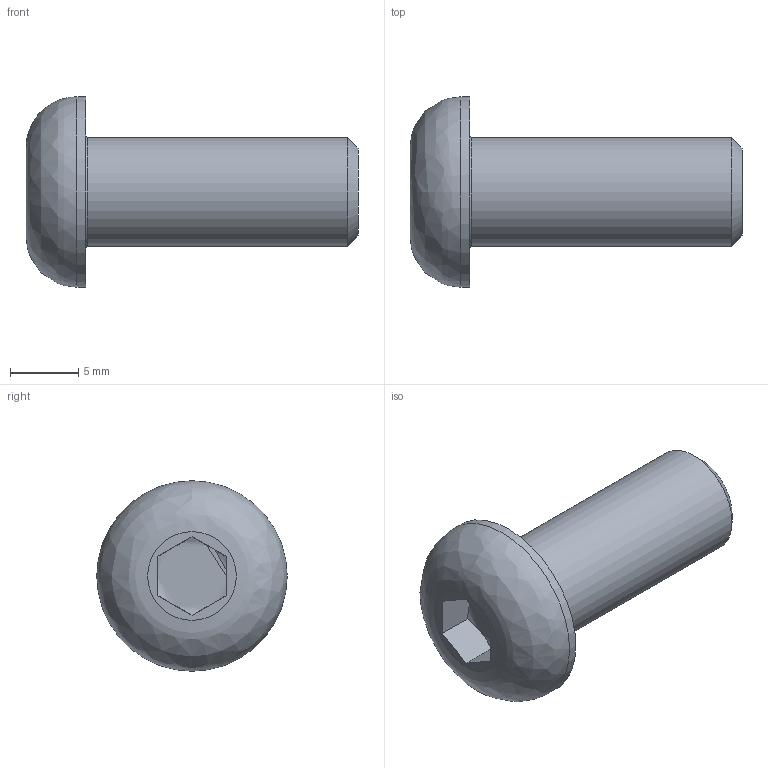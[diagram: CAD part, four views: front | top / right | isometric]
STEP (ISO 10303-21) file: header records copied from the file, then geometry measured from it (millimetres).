
FILE_DESCRIPTION(/* description */ ('VITE TBEI 7380 10.9 8X20 ZN'),/* implementation_level */ '2;1');
FILE_NAME(/* name */ 'CVIBB0000048.stp',/* time_stamp */ '2022-11-21T09:26:42+01:00',/* author */ ('tecnico7'),/* organization */ (''),/* preprocessor_version */ 'ST-DEVELOPER v18.1',/* originating_system */ 'Autodesk Inventor 2022',/* authorisation */ '');
FILE_SCHEMA (('AUTOMOTIVE_DESIGN { 1 0 10303 214 3 1 1 }'));
Length unit declared in the file: millimetre
Products named in the file (1): CVIBB0000048
Bounding box: 24.4 x 14 x 14 mm (x, y, z)
Volume: 1489.1 mm3; surface area: 965 mm2
Topology: 1 solids, 1 shells, 15 faces, 36 edges, 24 vertices
Faces by surface type: plane 9, cylinder 2, cone 2, torus 1, bspline 1
Full cylindrical faces by diameter (mm): 8 x1, 14 x1
Entity records: 495 total; most frequent: CARTESIAN_POINT 115, ORIENTED_EDGE 70, DIRECTION 70, EDGE_CURVE 35, AXIS2_PLACEMENT_3D 27, VERTEX_POINT 24, EDGE_LOOP 17, LINE 16
